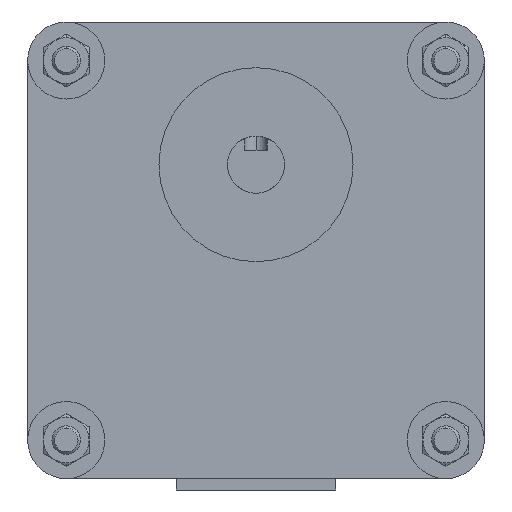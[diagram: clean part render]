
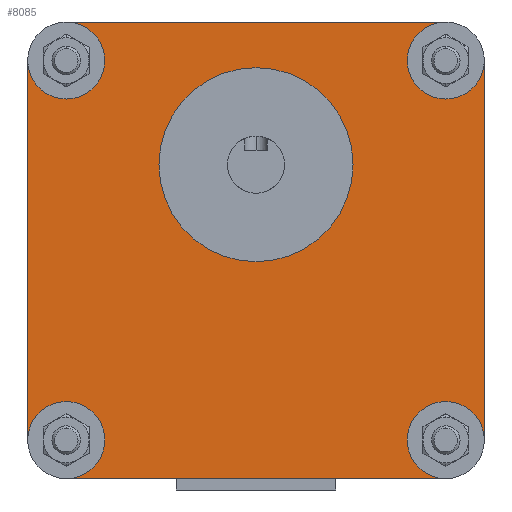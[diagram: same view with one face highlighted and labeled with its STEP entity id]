
A CAD part, left-side view. The second image highlights one B-rep face of the part: STEP entity #8085.
In plain terms, the highlighted planar face has unit normal (-1, 0, 0).
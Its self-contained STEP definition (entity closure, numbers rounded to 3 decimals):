
#7383=CARTESIAN_POINT('POINT709',(1.,-33.25,
   25.));
#7384=VERTEX_POINT('VERTEX709',#7383);
#7385=CARTESIAN_POINT('POINT710',(1.,-40.,18.25));
#7386=VERTEX_POINT('VERTEX710',#7385);
#7425=CARTESIAN_POINT('POINT713',(1.,40.,18.25
   ));
#7426=VERTEX_POINT('VERTEX713',#7425);
#7427=CARTESIAN_POINT('POINT714',(1.,33.25,25.));
#7428=VERTEX_POINT('VERTEX714',#7427);
#7467=CARTESIAN_POINT('POINT717',(1.,33.25,
   -55.));
#7468=VERTEX_POINT('VERTEX717',#7467);
#7469=CARTESIAN_POINT('POINT718',(1.,40.,-48.25));
#7470=VERTEX_POINT('VERTEX718',#7469);
#7714=CARTESIAN_POINT('POS1006',(1.,-33.25,25.));
#7715=DIRECTION('DIR1576',(0.,-1.,0.));
#7716=VECTOR('VEC436',#7715,1.);
#7717=LINE('STRAIGHT436',#7714,#7716);
#7718=EDGE_CURVE('EDGE1202',#7428,#7384,#7717,.T.);
#7735=CARTESIAN_POINT('POINT733',(1.,-33.25,
   11.5));
#7736=VERTEX_POINT('VERTEX733',#7735);
#7737=CARTESIAN_POINT('POS1009',(1.,-33.25,
   18.25));
#7738=DIRECTION('DIR1580',(1.,0.,0.));
#7739=DIRECTION('DIR1581',(0.,0.,1.));
#7740=AXIS2_PLACEMENT_3D('AXIS572',#7737,#7738,#7739);
#7741=CIRCLE('ELLIPSE254',#7740,6.75);
#7742=EDGE_CURVE('EDGE1204',#7736,#7384,#7741,.T.);
#7762=EDGE_CURVE('EDGE1206',#7386,#7736,#7741,.T.);
#7768=CARTESIAN_POINT('POINT734',(1.,33.25,
   -41.5));
#7769=VERTEX_POINT('VERTEX734',#7768);
#7783=CARTESIAN_POINT('POS1014',(1.,33.25,
   -48.25));
#7784=DIRECTION('DIR1587',(1.,0.,0.));
#7785=DIRECTION('DIR1588',(0.,0.,1.));
#7786=AXIS2_PLACEMENT_3D('AXIS574',#7783,#7784,#7785);
#7787=CIRCLE('ELLIPSE255',#7786,6.75);
#7788=EDGE_CURVE('EDGE1209',#7769,#7468,#7787,.T.);
#7799=EDGE_CURVE('EDGE1210',#7470,#7769,#7787,.T.);
#7814=CARTESIAN_POINT('POS1017',(1.,40.,18.25));
#7815=DIRECTION('DIR1592',(0.,0.,1.));
#7816=VECTOR('VEC442',#7815,1.);
#7817=LINE('STRAIGHT442',#7814,#7816);
#7818=EDGE_CURVE('EDGE1212',#7470,#7426,#7817,.T.);
#7836=CARTESIAN_POINT('POINT735',(1.,33.25,
   11.5));
#7837=VERTEX_POINT('VERTEX735',#7836);
#7838=CARTESIAN_POINT('POS1020',(1.,33.25,
   18.25));
#7839=DIRECTION('DIR1596',(1.,0.,0.));
#7840=DIRECTION('DIR1597',(0.,0.,1.));
#7841=AXIS2_PLACEMENT_3D('AXIS577',#7838,#7839,#7840);
#7842=CIRCLE('ELLIPSE256',#7841,6.75);
#7843=EDGE_CURVE('EDGE1214',#7837,#7426,#7842,.T.);
#7863=EDGE_CURVE('EDGE1216',#7428,#7837,#7842,.T.);
#7877=CARTESIAN_POINT('POINT737',(1.,-40.,
   -48.25));
#7878=VERTEX_POINT('VERTEX737',#7877);
#7879=CARTESIAN_POINT('POS1024',(1.,-40.,-48.25));
#7880=DIRECTION('DIR1602',(0.,0.,-1.));
#7881=VECTOR('VEC446',#7880,1.);
#7882=LINE('STRAIGHT446',#7879,#7881);
#7883=EDGE_CURVE('EDGE1218',#7386,#7878,#7882,.T.);
#7929=CARTESIAN_POINT('POINT739',(1.,-33.25,
   -55.));
#7930=VERTEX_POINT('VERTEX739',#7929);
#7937=CARTESIAN_POINT('POS1031',(1.,33.25,-55.));
#7938=DIRECTION('DIR1612',(0.,1.,0.));
#7939=VECTOR('VEC450',#7938,1.);
#7940=LINE('STRAIGHT450',#7937,#7939);
#7941=EDGE_CURVE('EDGE1223',#7930,#7468,#7940,.T.);
#8057=ORIENTED_EDGE('COEDGE2446',*,*,#7863,.T.);
#8058=ORIENTED_EDGE('COEDGE2447',*,*,#7843,.T.);
#8059=ORIENTED_EDGE('COEDGE2448',*,*,#7818,.F.);
#8060=ORIENTED_EDGE('COEDGE2449',*,*,#7799,.T.);
#8061=ORIENTED_EDGE('COEDGE2450',*,*,#7788,.T.);
#8062=ORIENTED_EDGE('COEDGE2451',*,*,#7941,.F.);
#8063=CARTESIAN_POINT('POINT742',(1.,-33.25,
   -41.5));
#8064=VERTEX_POINT('VERTEX742',#8063);
#8065=CARTESIAN_POINT('POS1042',(1.,-33.25,
   -48.25));
#8066=DIRECTION('DIR1631',(1.,0.,0.));
#8067=DIRECTION('DIR1632',(0.,0.,1.));
#8068=AXIS2_PLACEMENT_3D('AXIS590',#8065,#8066,#8067);
#8069=CIRCLE('ELLIPSE264',#8068,6.75);
#8070=EDGE_CURVE('EDGE1234',#7930,#8064,#8069,.T.);
#8071=ORIENTED_EDGE('COEDGE2452',*,*,#8070,.T.);
#8072=EDGE_CURVE('EDGE1235',#8064,#7878,#8069,.T.);
#8073=ORIENTED_EDGE('COEDGE2453',*,*,#8072,.T.);
#8074=ORIENTED_EDGE('COEDGE2454',*,*,#7883,.F.);
#8075=ORIENTED_EDGE('COEDGE2455',*,*,#7762,.T.);
#8076=ORIENTED_EDGE('COEDGE2456',*,*,#7742,.T.);
#8077=ORIENTED_EDGE('COEDGE2457',*,*,#7718,.F.);
#8078=EDGE_LOOP('NONE',(#8057,#8058,#8059,#8060,#8061,#8062,#8071,#8073,
   #8074,#8075,#8076,#8077));
#8079=FACE_BOUND('LOOP1',#8078,.T.);
#8080=CARTESIAN_POINT('POS1043',(1.,0.,5.
   ));
#8081=DIRECTION('DIR1633',(-1.,0.,0.));
#8082=DIRECTION('DIR1634',(0.,1.,0.));
#8083=AXIS2_PLACEMENT_3D('AXIS591',#8080,#8081,#8082);
#8084=PLANE('PLANE217',#8083);
#8085=ADVANCED_FACE('FACE566',(#8079),#8084,.T.);
